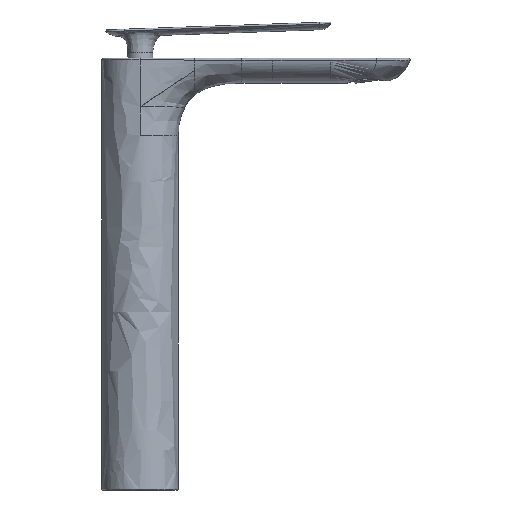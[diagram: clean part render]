
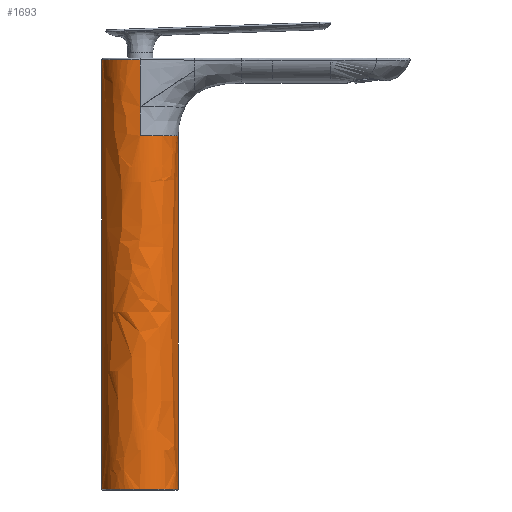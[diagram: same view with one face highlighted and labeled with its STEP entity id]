
A CAD part, front view. The second image highlights one B-rep face of the part: STEP entity #1693.
In plain terms, the highlighted free-form (B-spline) face has degree [2, 1] with [9, 2] control points.
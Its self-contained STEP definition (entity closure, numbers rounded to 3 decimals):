
#1693=ADVANCED_FACE('',(#3162),#28500,.T.);
#3162=FACE_OUTER_BOUND('',#4632,.T.);
#4632=EDGE_LOOP('',(#6863,#6864,#6865,#6866,#6867,#6868,#6869,#6870,#6871));
#6863=ORIENTED_EDGE('',*,*,#15831,.T.);
#6864=ORIENTED_EDGE('',*,*,#15835,.T.);
#6865=ORIENTED_EDGE('',*,*,#15836,.T.);
#6866=ORIENTED_EDGE('',*,*,#15837,.T.);
#6867=ORIENTED_EDGE('',*,*,#15829,.F.);
#6868=ORIENTED_EDGE('',*,*,#15830,.T.);
#6869=ORIENTED_EDGE('',*,*,#15834,.T.);
#6870=ORIENTED_EDGE('',*,*,#15833,.T.);
#6871=ORIENTED_EDGE('',*,*,#15832,.T.);
#15829=EDGE_CURVE('',#25285,#25286,#21568,.T.);
#15830=EDGE_CURVE('',#25285,#25291,#20502,.T.);
#15831=EDGE_CURVE('',#25287,#25288,#20503,.T.);
#15832=EDGE_CURVE('',#25289,#25287,#20504,.T.);
#15833=EDGE_CURVE('',#25290,#25289,#21569,.T.);
#15834=EDGE_CURVE('',#25291,#25290,#20505,.T.);
#15835=EDGE_CURVE('',#25288,#25293,#21570,.T.);
#15836=EDGE_CURVE('',#25293,#25292,#21571,.T.);
#15837=EDGE_CURVE('',#25292,#25286,#21572,.T.);
#20502=(
BOUNDED_CURVE()
B_SPLINE_CURVE(2,(#32298,#32299,#32300),.UNSPECIFIED.,.F.,.F.)
B_SPLINE_CURVE_WITH_KNOTS((3,3),(35.078,69.115),
 .UNSPECIFIED.)
CURVE()
GEOMETRIC_REPRESENTATION_ITEM()
RATIONAL_B_SPLINE_CURVE((1.,0.715,1.))
REPRESENTATION_ITEM('')
);
#20503=(
BOUNDED_CURVE()
B_SPLINE_CURVE(2,(#32301,#32302,#32303),.UNSPECIFIED.,.F.,.F.)
B_SPLINE_CURVE_WITH_KNOTS((3,3),(0.,0.544),.UNSPECIFIED.)
CURVE()
GEOMETRIC_REPRESENTATION_ITEM()
RATIONAL_B_SPLINE_CURVE((1.,1.,1.))
REPRESENTATION_ITEM('')
);
#20504=(
BOUNDED_CURVE()
B_SPLINE_CURVE(2,(#32304,#32305,#32306,#32307,#32308),.UNSPECIFIED.,.F.,
 .F.)
B_SPLINE_CURVE_WITH_KNOTS((3,2,3),(0.,35.856,71.713),
 .UNSPECIFIED.)
CURVE()
GEOMETRIC_REPRESENTATION_ITEM()
RATIONAL_B_SPLINE_CURVE((1.,0.711,1.,0.711,1.))
REPRESENTATION_ITEM('')
);
#20505=(
BOUNDED_CURVE()
B_SPLINE_CURVE(2,(#32311,#32312,#32313),.UNSPECIFIED.,.F.,.F.)
B_SPLINE_CURVE_WITH_KNOTS((3,3),(0.,0.544),.UNSPECIFIED.)
CURVE()
GEOMETRIC_REPRESENTATION_ITEM()
RATIONAL_B_SPLINE_CURVE((1.,1.,1.))
REPRESENTATION_ITEM('')
);
#21568=B_SPLINE_CURVE_WITH_KNOTS('',3,(#32294,#32295,#32296,#32297),
 .UNSPECIFIED.,.F.,.F.,(4,4),(-28.217,0.),.UNSPECIFIED.);
#21569=B_SPLINE_CURVE_WITH_KNOTS('',1,(#32309,#32310),.UNSPECIFIED.,.F.,
 .F.,(2,2),(-258.5,0.),.UNSPECIFIED.);
#21570=B_SPLINE_CURVE_WITH_KNOTS('',1,(#32314,#32315),.UNSPECIFIED.,.F.,
 .F.,(2,2),(-212.82,0.),.UNSPECIFIED.);
#21571=B_SPLINE_CURVE_WITH_KNOTS('',3,(#32316,#32317,#32318,#32319,#32320,
#32321,#32322),.UNSPECIFIED.,.F.,.F.,(4,1,1,1,4),(0.,9.032,18.064,
27.096,36.128),.UNSPECIFIED.);
#21572=B_SPLINE_CURVE_WITH_KNOTS('',3,(#32323,#32324,#32325,#32326),
 .UNSPECIFIED.,.F.,.F.,(4,4),(0.,17.463),.UNSPECIFIED.);
#25285=VERTEX_POINT('',#32285);
#25286=VERTEX_POINT('',#32286);
#25287=VERTEX_POINT('',#32287);
#25288=VERTEX_POINT('',#32288);
#25289=VERTEX_POINT('',#32289);
#25290=VERTEX_POINT('',#32290);
#25291=VERTEX_POINT('',#32291);
#25292=VERTEX_POINT('',#32292);
#25293=VERTEX_POINT('',#32293);
#28500=(
BOUNDED_SURFACE()
B_SPLINE_SURFACE(2,1,((#32267,#32268),(#32269,#32270),(#32271,#32272),(#32273,
#32274),(#32275,#32276),(#32277,#32278),(#32279,#32280),(#32281,#32282),
(#32283,#32284)),.UNSPECIFIED.,.T.,.F.,.F.)
B_SPLINE_SURFACE_WITH_KNOTS((3,2,2,2,3),(2,2),(0.,36.128,72.257,
108.385,144.513),(0.,310.977),.UNSPECIFIED.)
GEOMETRIC_REPRESENTATION_ITEM()
RATIONAL_B_SPLINE_SURFACE(((1.,1.),(0.707,0.707),
(1.,1.),(0.707,0.707),(1.,1.),(0.707,
0.707),(1.,1.),(0.707,0.707),(1.,1.)))
REPRESENTATION_ITEM('')
SURFACE()
);
#32267=CARTESIAN_POINT('',(24.289,-37.999,-23.643));
#32268=CARTESIAN_POINT('',(24.289,-37.999,287.335));
#32269=CARTESIAN_POINT('',(1.289,-37.999,-23.643));
#32270=CARTESIAN_POINT('',(1.289,-37.999,287.335));
#32271=CARTESIAN_POINT('',(1.289,-60.999,-23.643));
#32272=CARTESIAN_POINT('',(1.289,-60.999,287.335));
#32273=CARTESIAN_POINT('',(1.289,-83.999,-23.643));
#32274=CARTESIAN_POINT('',(1.289,-83.999,287.335));
#32275=CARTESIAN_POINT('',(24.289,-83.999,-23.643));
#32276=CARTESIAN_POINT('',(24.289,-83.999,287.335));
#32277=CARTESIAN_POINT('',(47.289,-83.999,-23.643));
#32278=CARTESIAN_POINT('',(47.289,-83.999,287.335));
#32279=CARTESIAN_POINT('',(47.289,-60.999,-23.643));
#32280=CARTESIAN_POINT('',(47.289,-60.999,287.335));
#32281=CARTESIAN_POINT('',(47.289,-37.999,-23.643));
#32282=CARTESIAN_POINT('',(47.289,-37.999,287.335));
#32283=CARTESIAN_POINT('',(24.289,-37.999,-23.643));
#32284=CARTESIAN_POINT('',(24.289,-37.999,287.335));
#32285=CARTESIAN_POINT('',(24.289,-83.999,261.096));
#32286=CARTESIAN_POINT('',(24.289,-83.999,232.879));
#32287=CARTESIAN_POINT('',(47.282,-61.542,2.596));
#32288=CARTESIAN_POINT('',(47.289,-60.999,2.596));
#32289=CARTESIAN_POINT('',(1.289,-60.999,2.596));
#32290=CARTESIAN_POINT('',(1.289,-60.999,261.096));
#32291=CARTESIAN_POINT('',(1.295,-61.542,261.096));
#32292=CARTESIAN_POINT('',(24.289,-83.999,215.416));
#32293=CARTESIAN_POINT('',(47.289,-60.999,215.416));
#32294=CARTESIAN_POINT('',(24.289,-83.999,261.096));
#32295=CARTESIAN_POINT('',(24.289,-83.999,257.399));
#32296=CARTESIAN_POINT('',(24.289,-83.999,242.82));
#32297=CARTESIAN_POINT('',(24.289,-83.999,232.879));
#32298=CARTESIAN_POINT('',(24.289,-83.999,261.096));
#32299=CARTESIAN_POINT('',(1.826,-83.999,261.096));
#32300=CARTESIAN_POINT('',(1.295,-61.542,261.096));
#32301=CARTESIAN_POINT('',(47.282,-61.542,2.596));
#32302=CARTESIAN_POINT('',(47.289,-61.271,2.596));
#32303=CARTESIAN_POINT('',(47.289,-60.999,2.596));
#32304=CARTESIAN_POINT('',(1.289,-60.999,2.596));
#32305=CARTESIAN_POINT('',(1.289,-83.728,2.596));
#32306=CARTESIAN_POINT('',(24.017,-83.997,2.596));
#32307=CARTESIAN_POINT('',(46.745,-84.266,2.596));
#32308=CARTESIAN_POINT('',(47.282,-61.542,2.596));
#32309=CARTESIAN_POINT('',(1.289,-60.999,261.096));
#32310=CARTESIAN_POINT('',(1.289,-60.999,2.596));
#32311=CARTESIAN_POINT('',(1.295,-61.542,261.096));
#32312=CARTESIAN_POINT('',(1.289,-61.271,261.096));
#32313=CARTESIAN_POINT('',(1.289,-60.999,261.096));
#32314=CARTESIAN_POINT('',(47.289,-60.999,2.596));
#32315=CARTESIAN_POINT('',(47.289,-60.999,215.416));
#32316=CARTESIAN_POINT('',(47.289,-60.999,215.416));
#32317=CARTESIAN_POINT('',(47.289,-64.01,215.416));
#32318=CARTESIAN_POINT('',(46.091,-70.029,215.416));
#32319=CARTESIAN_POINT('',(40.976,-77.686,215.416));
#32320=CARTESIAN_POINT('',(33.319,-82.801,215.416));
#32321=CARTESIAN_POINT('',(27.3,-83.999,215.416));
#32322=CARTESIAN_POINT('',(24.289,-83.999,215.416));
#32323=CARTESIAN_POINT('',(24.289,-83.999,215.416));
#32324=CARTESIAN_POINT('',(24.289,-83.999,221.237));
#32325=CARTESIAN_POINT('',(24.289,-83.999,227.058));
#32326=CARTESIAN_POINT('',(24.289,-83.999,232.879));
